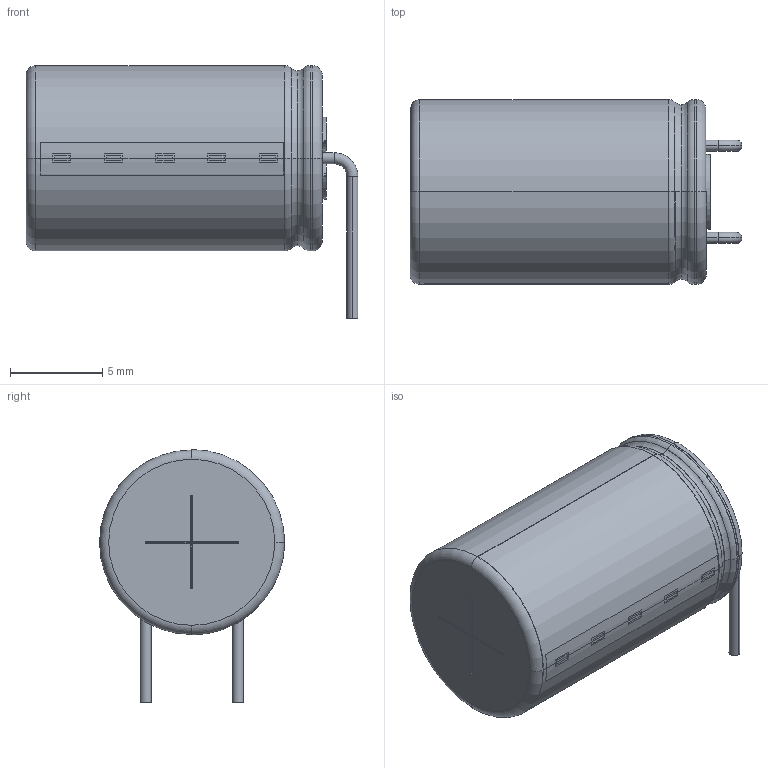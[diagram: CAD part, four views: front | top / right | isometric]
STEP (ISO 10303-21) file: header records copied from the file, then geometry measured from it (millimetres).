
FILE_DESCRIPTION(('FreeCAD Model'),'2;1');
FILE_NAME('C098F9E1_3C7F_4048_B853_E8CA4F7F3FB4.step', '2017-08-16T11:22:31',('kicad StepUp'),('ksu MCAD'), 'Open CASCADE STEP processor 7.1','FreeCAD','Unknown');
FILE_SCHEMA(('AUTOMOTIVE_DESIGN_CC2 { 1 2 10303 214 -1 1 5 4 }'));
Length unit declared in the file: millimetre
Products named in the file (2): ASSEMBLY; C098F9E1_3C7F_4048_B853_E8CA4F7F3FB4
Assembly tree (1 placements, depth 2):
  ASSEMBLY
    C098F9E1_3C7F_4048_B853_E8CA4F7F3FB4
Bounding box: 17.99 x 10.03 x 13.71 mm (x, y, z)
Surface area: 1478.5 mm2 (no closed solid volume)
Topology: 0 solids, 4 shells, 112 faces, 295 edges, 203 vertices
Faces by surface type: cylinder 66, torus 40, plane 6
Entity records: 4350 total; most frequent: CARTESIAN_POINT 684, DIRECTION 675, ORIENTED_EDGE 536, EDGE_CURVE 295, AXIS2_PLACEMENT_3D 290, VERTEX_POINT 203, CIRCLE 176, FACE_BOUND 127
